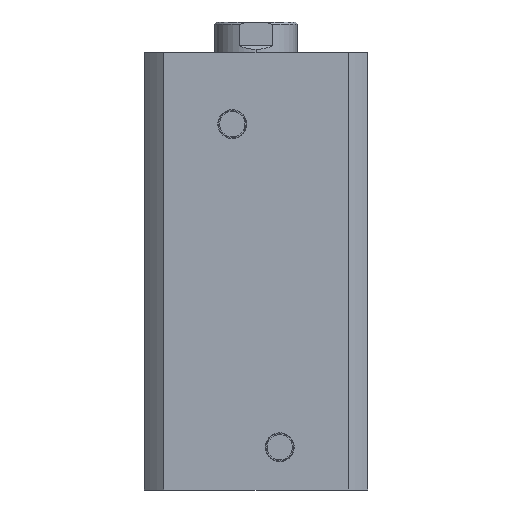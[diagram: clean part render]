
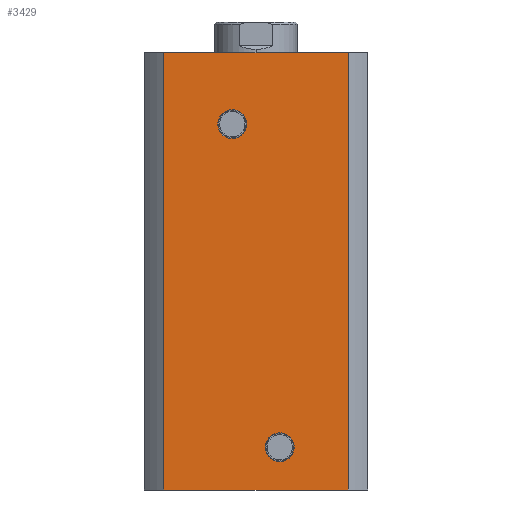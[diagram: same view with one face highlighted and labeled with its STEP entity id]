
A CAD part, left-side view. The second image highlights one B-rep face of the part: STEP entity #3429.
In plain terms, the highlighted planar face has unit normal (-1, 0, 0).
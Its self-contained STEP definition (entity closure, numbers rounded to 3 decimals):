
#22 = CARTESIAN_POINT ( 'NONE',  ( -47., -10., 18. ) ) ;
#23 = DIRECTION ( 'NONE',  ( -1., 0., 0. ) ) ;
#24 = DIRECTION ( 'NONE',  ( 0., 0., 1. ) ) ;
#31 = DIRECTION ( 'NONE',  ( 0., 0., -1. ) ) ;
#33 = CARTESIAN_POINT ( 'NONE',  ( -47., -38.884, 184. ) ) ;
#45 = CARTESIAN_POINT ( 'NONE',  ( -47., 10., 154. ) ) ;
#46 = DIRECTION ( 'NONE',  ( -1., 0., 0. ) ) ;
#47 = DIRECTION ( 'NONE',  ( 0., 0., 1. ) ) ;
#78 = VERTEX_POINT ( 'NONE', #2718 ) ;
#99 = CARTESIAN_POINT ( 'NONE',  ( -47., 0., 184. ) ) ;
#106 = DIRECTION ( 'NONE',  ( 0., -1., 0. ) ) ;
#170 = CARTESIAN_POINT ( 'NONE',  ( -47., 10., 154. ) ) ;
#171 = DIRECTION ( 'NONE',  ( -1., 0., 0. ) ) ;
#172 = DIRECTION ( 'NONE',  ( 0., 0., 1. ) ) ;
#278 = DIRECTION ( 'NONE',  ( 1., 0., 0. ) ) ;
#283 = CARTESIAN_POINT ( 'NONE',  ( -47., 0., 184. ) ) ;
#285 = PLANE ( 'NONE',  #781 ) ;
#287 = DIRECTION ( 'NONE',  ( 0., 1., 0. ) ) ;
#362 = EDGE_CURVE ( 'NONE', #2502, #2501, #2760, .T. ) ;
#375 = EDGE_CURVE ( 'NONE', #1707, #1706, #2782, .T. ) ;
#382 = EDGE_CURVE ( 'NONE', #2360, #2350, #2793, .T. ) ;
#385 = EDGE_CURVE ( 'NONE', #2501, #2502, #2799, .T. ) ;
#406 = EDGE_CURVE ( 'NONE', #2352, #2360, #2833, .T. ) ;
#427 = AXIS2_PLACEMENT_3D ( 'NONE', #170, #171, #172 ) ;
#434 = AXIS2_PLACEMENT_3D ( 'NONE', #45, #46, #47 ) ;
#449 = AXIS2_PLACEMENT_3D ( 'NONE', #22, #23, #24 ) ;
#451 = EDGE_CURVE ( 'NONE', #2352, #78, #2055, .T. ) ;
#458 = EDGE_CURVE ( 'NONE', #78, #2350, #2058, .T. ) ;
#520 = EDGE_CURVE ( 'NONE', #1706, #1707, #2146, .T. ) ;
#781 = AXIS2_PLACEMENT_3D ( 'NONE', #283, #278, #287 ) ;
#932 = ORIENTED_EDGE ( 'NONE', *, *, #385, .F. ) ;
#933 = ORIENTED_EDGE ( 'NONE', *, *, #362, .F. ) ;
#934 = ORIENTED_EDGE ( 'NONE', *, *, #520, .F. ) ;
#935 = ORIENTED_EDGE ( 'NONE', *, *, #375, .F. ) ;
#952 = ORIENTED_EDGE ( 'NONE', *, *, #458, .T. ) ;
#953 = ORIENTED_EDGE ( 'NONE', *, *, #382, .F. ) ;
#954 = ORIENTED_EDGE ( 'NONE', *, *, #406, .F. ) ;
#955 = ORIENTED_EDGE ( 'NONE', *, *, #451, .T. ) ;
#1175 = CARTESIAN_POINT ( 'NONE',  ( -47., 38.884, 184. ) ) ;
#1176 = DIRECTION ( 'NONE',  ( 0., 0., -1. ) ) ;
#1183 = CARTESIAN_POINT ( 'NONE',  ( -47., 0., 0. ) ) ;
#1384 = CARTESIAN_POINT ( 'NONE',  ( -47., -10., 24.06 ) ) ;
#1385 = CARTESIAN_POINT ( 'NONE',  ( -47., -10., 11.94 ) ) ;
#1403 = CARTESIAN_POINT ( 'NONE',  ( -47., -38.884, 0. ) ) ;
#1406 = CARTESIAN_POINT ( 'NONE',  ( -47., 38.884, 184. ) ) ;
#1408 = CARTESIAN_POINT ( 'NONE',  ( -47., -38.884, 184. ) ) ;
#1429 = CARTESIAN_POINT ( 'NONE',  ( -47., 10., 160.06 ) ) ;
#1430 = CARTESIAN_POINT ( 'NONE',  ( -47., 10., 147.94 ) ) ;
#1706 = VERTEX_POINT ( 'NONE', #1384 ) ;
#1707 = VERTEX_POINT ( 'NONE', #1385 ) ;
#1842 = AXIS2_PLACEMENT_3D ( 'NONE', #1968, #1969, #1970 ) ;
#1968 = CARTESIAN_POINT ( 'NONE',  ( -47., -10., 18. ) ) ;
#1969 = DIRECTION ( 'NONE',  ( -1., 0., 0. ) ) ;
#1970 = DIRECTION ( 'NONE',  ( 0., 0., 1. ) ) ;
#2055 = LINE ( 'NONE', #1175, #2059 ) ;
#2058 = LINE ( 'NONE', #1183, #2070 ) ;
#2059 = VECTOR ( 'NONE', #1176, 1000. ) ;
#2070 = VECTOR ( 'NONE', #3668, 1000. ) ;
#2146 = CIRCLE ( 'NONE', #1842, 6.06 ) ;
#2350 = VERTEX_POINT ( 'NONE', #1403 ) ;
#2352 = VERTEX_POINT ( 'NONE', #1406 ) ;
#2360 = VERTEX_POINT ( 'NONE', #1408 ) ;
#2501 = VERTEX_POINT ( 'NONE', #1429 ) ;
#2502 = VERTEX_POINT ( 'NONE', #1430 ) ;
#2718 = CARTESIAN_POINT ( 'NONE',  ( -47., 38.884, 0. ) ) ;
#2760 = CIRCLE ( 'NONE', #427, 6.06 ) ;
#2782 = CIRCLE ( 'NONE', #449, 6.06 ) ;
#2793 = LINE ( 'NONE', #33, #2797 ) ;
#2797 = VECTOR ( 'NONE', #31, 1000. ) ;
#2799 = CIRCLE ( 'NONE', #434, 6.06 ) ;
#2833 = LINE ( 'NONE', #99, #2839 ) ;
#2839 = VECTOR ( 'NONE', #106, 1000. ) ;
#3124 = EDGE_LOOP ( 'NONE', ( #932, #933 ) ) ;
#3125 = EDGE_LOOP ( 'NONE', ( #952, #953, #954, #955 ) ) ;
#3144 = EDGE_LOOP ( 'NONE', ( #934, #935 ) ) ;
#3242 = FACE_OUTER_BOUND ( 'NONE', #3125, .T. ) ;
#3245 = FACE_BOUND ( 'NONE', #3124, .T. ) ;
#3248 = FACE_BOUND ( 'NONE', #3144, .T. ) ;
#3429 = ADVANCED_FACE ( 'NONE', ( #3245, #3248, #3242 ), #285, .F. ) ;
#3668 = DIRECTION ( 'NONE',  ( 0., -1., 0. ) ) ;
